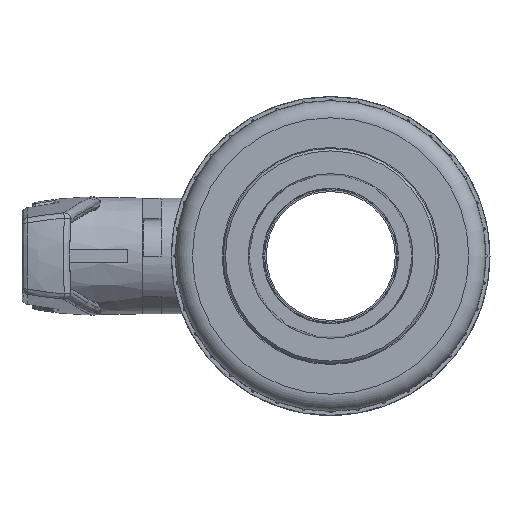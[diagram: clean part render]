
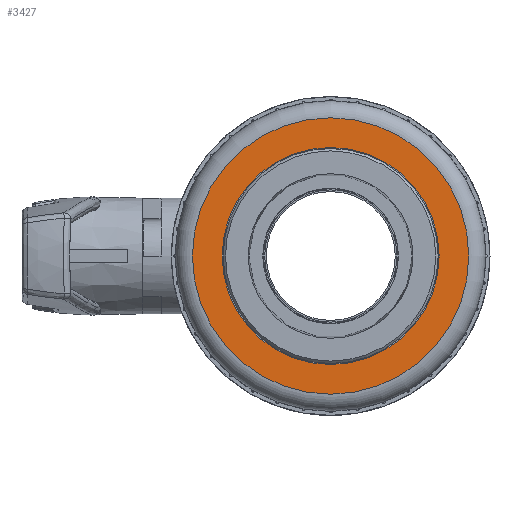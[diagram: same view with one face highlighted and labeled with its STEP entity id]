
A CAD part, left-side view. The second image highlights one B-rep face of the part: STEP entity #3427.
In plain terms, the highlighted planar face has unit normal (-1, 0, 0).
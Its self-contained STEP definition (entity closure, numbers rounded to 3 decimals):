
#3427=ADVANCED_FACE('',(#4259,#4260),#3982,.F.);
#3982=PLANE('',#13725);
#4259=FACE_BOUND('',#4903,.T.);
#4260=FACE_BOUND('',#4904,.T.);
#4903=EDGE_LOOP('',(#7507));
#4904=EDGE_LOOP('',(#7508));
#7507=ORIENTED_EDGE('',*,*,#11556,.T.);
#7508=ORIENTED_EDGE('',*,*,#11557,.T.);
#9952=VERTEX_POINT('',#26888);
#9953=VERTEX_POINT('',#26890);
#11556=EDGE_CURVE('',#9952,#9952,#12688,.T.);
#11557=EDGE_CURVE('',#9953,#9953,#12689,.T.);
#12688=CIRCLE('',#13723,24.559);
#12689=CIRCLE('',#13724,19.285);
#13723=AXIS2_PLACEMENT_3D('',#26887,#16297,#16298);
#13724=AXIS2_PLACEMENT_3D('',#26889,#16299,#16300);
#13725=AXIS2_PLACEMENT_3D('',#26891,#16301,#16302);
#16297=DIRECTION('',(-1.,0.,0.));
#16298=DIRECTION('',(0.,1.,0.));
#16299=DIRECTION('',(1.,0.,0.));
#16300=DIRECTION('',(0.,0.,-1.));
#16301=DIRECTION('',(1.,0.,0.));
#16302=DIRECTION('',(0.,-1.,0.));
#26887=CARTESIAN_POINT('',(-844.748,-1.25,0.));
#26888=CARTESIAN_POINT('',(-844.748,23.309,0.));
#26889=CARTESIAN_POINT('',(-844.748,-1.25,0.));
#26890=CARTESIAN_POINT('',(-844.748,-1.25,-19.285));
#26891=CARTESIAN_POINT('',(-844.748,26.322,0.));
